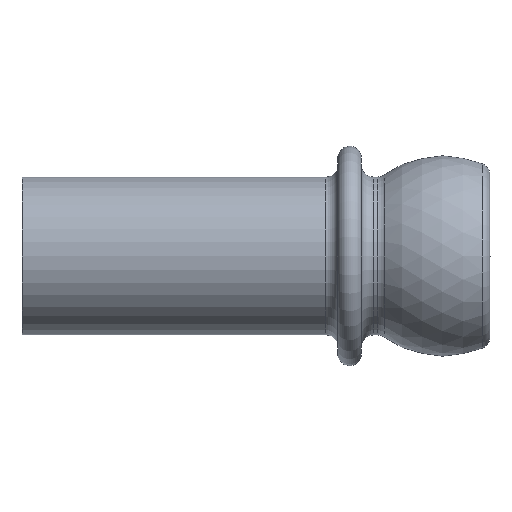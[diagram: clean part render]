
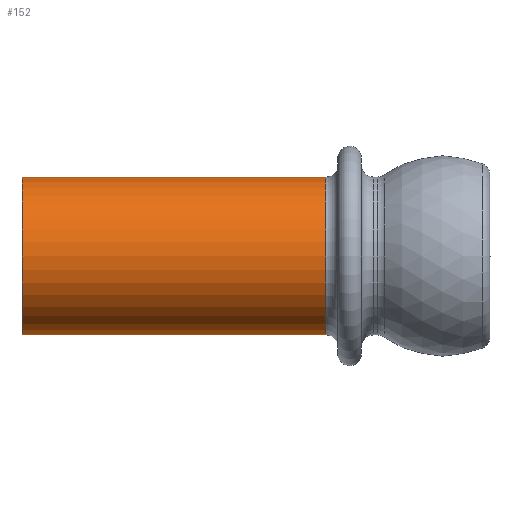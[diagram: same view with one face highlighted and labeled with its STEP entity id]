
A CAD part, front view. The second image highlights one B-rep face of the part: STEP entity #152.
In plain terms, the highlighted cylindrical face has radius 2.5 mm (diameter 5 mm), a full revolution.
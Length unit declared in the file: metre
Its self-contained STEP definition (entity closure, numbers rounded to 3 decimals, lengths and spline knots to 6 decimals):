
#23=ORIENTED_EDGE('',*,*,#51,.F.);
#24=ORIENTED_EDGE('',*,*,#52,.T.);
#51=EDGE_CURVE('',#65,#65,#79,.T.);
#52=EDGE_CURVE('',#66,#66,#80,.T.);
#65=VERTEX_POINT('',#268);
#66=VERTEX_POINT('',#270);
#79=CIRCLE('',#180,0.0025);
#80=CIRCLE('',#181,0.0025);
#93=EDGE_LOOP('',(#23));
#94=EDGE_LOOP('',(#24));
#121=FACE_BOUND('',#93,.T.);
#122=FACE_BOUND('',#94,.T.);
#149=CYLINDRICAL_SURFACE('',#179,0.0025);
#152=ADVANCED_FACE('',(#121,#122),#149,.T.);
#179=AXIS2_PLACEMENT_3D('',#266,#209,#210);
#180=AXIS2_PLACEMENT_3D('',#267,#211,#212);
#181=AXIS2_PLACEMENT_3D('',#269,#213,#214);
#209=DIRECTION('',(1.,0.,0.));
#210=DIRECTION('',(0.,1.,0.));
#211=DIRECTION('',(1.,0.,0.));
#212=DIRECTION('',(0.,1.,0.));
#213=DIRECTION('',(1.,0.,0.));
#214=DIRECTION('',(0.,1.,0.));
#266=CARTESIAN_POINT('',(-0.008303,0.,0.));
#267=CARTESIAN_POINT('',(-0.003708,0.,0.));
#268=CARTESIAN_POINT('',(-0.003708,0.0025,0.));
#269=CARTESIAN_POINT('',(-0.013333,0.,0.));
#270=CARTESIAN_POINT('',(-0.013333,0.0025,0.));
